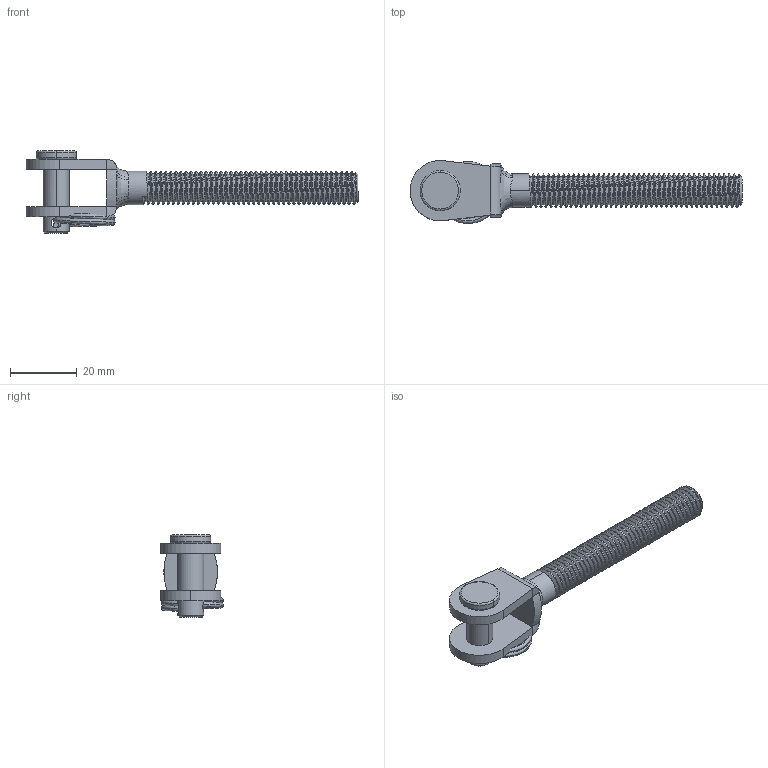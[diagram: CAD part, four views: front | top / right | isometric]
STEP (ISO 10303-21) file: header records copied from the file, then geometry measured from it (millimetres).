
FILE_DESCRIPTION (( 'STEP AP203' ), '1' );
FILE_NAME ('A14_7332-M10.STEP', '2024-04-17T13:11:36', ( '' ), ( '' ), 'SwSTEP 2.0', 'SolidWorks 2019', '' );
FILE_SCHEMA (( 'CONFIG_CONTROL_DESIGN' ));
Length unit declared in the file: millimetre
Products named in the file (4): A14_7332-M10.P3; A14_7332-M10; A14_7332-M10.P2; A14_7332-M10.P1
Assembly tree (3 placements, depth 2):
  A14_7332-M10
    A14_7332-M10.P1
    A14_7332-M10.P2
    A14_7332-M10.P3
Bounding box: 99.14 x 18.76 x 24.5 mm (x, y, z)
Volume: 8983.6 mm3; surface area: 6929 mm2
Topology: 3 solids, 3 shells, 155 faces, 420 edges, 270 vertices
Faces by surface type: cylinder 104, plane 20, bspline 19, torus 8, cone 4
Entity records: 12748 total; most frequent: CARTESIAN_POINT 9077, ORIENTED_EDGE 840, DIRECTION 542, EDGE_CURVE 420, VERTEX_POINT 270, AXIS2_PLACEMENT_3D 209, EDGE_LOOP 160, FACE_OUTER_BOUND 155
